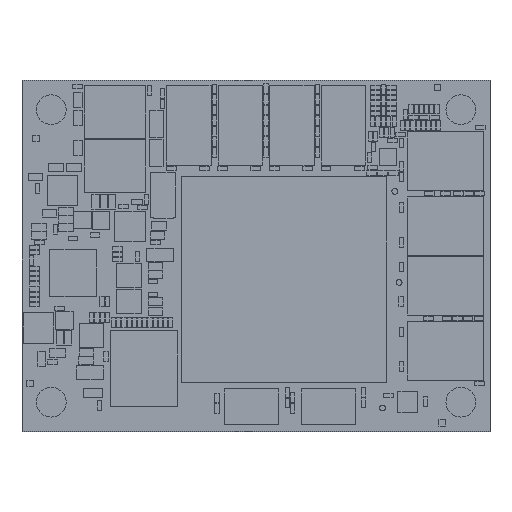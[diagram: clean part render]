
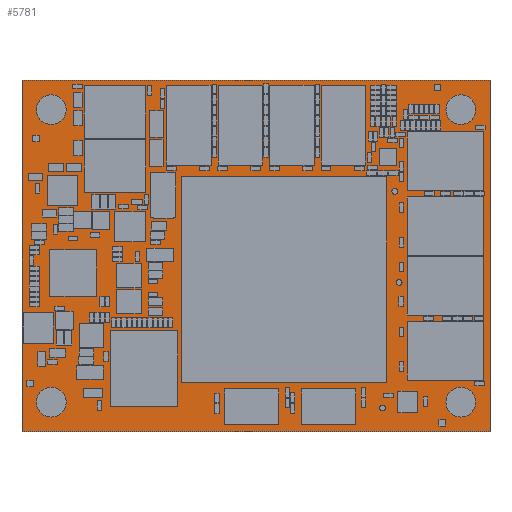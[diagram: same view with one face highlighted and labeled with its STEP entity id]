
A CAD part, top view. The second image highlights one B-rep face of the part: STEP entity #5781.
In plain terms, the highlighted planar face has unit normal (0, 0, 1).
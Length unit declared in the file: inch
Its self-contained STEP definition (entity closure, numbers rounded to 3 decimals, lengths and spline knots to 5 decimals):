
#3565=FACE_OUTER_BOUND($,#3805,.F.);
#3805=EDGE_LOOP($,(#6021,#6022,#6023,#6024));
#4045=AXIS2_PLACEMENT_3D($,#11828,#9893,$);
#5545=PLANE($,#4045);
#5781=ADVANCED_FACE($,(#3565),#5545,.T.);
#6021=ORIENTED_EDGE($,*,*,#7005,.T.);
#6022=ORIENTED_EDGE($,*,*,#7006,.T.);
#6023=ORIENTED_EDGE($,*,*,#7007,.T.);
#6024=ORIENTED_EDGE($,*,*,#7008,.T.);
#7005=EDGE_CURVE($,#8579,#8580,#8057,.T.);
#7006=EDGE_CURVE($,#8580,#8581,#8058,.T.);
#7007=EDGE_CURVE($,#8581,#8582,#8059,.T.);
#7008=EDGE_CURVE($,#8582,#8579,#8060,.T.);
#7535=VECTOR($,#9896,3.1496);
#7536=VECTOR($,#9897,2.3622);
#7537=VECTOR($,#9898,3.1496);
#7538=VECTOR($,#9899,2.3622);
#8057=LINE($,#11827,#7535);
#8058=LINE($,#11828,#7536);
#8059=LINE($,#11829,#7537);
#8060=LINE($,#11830,#7538);
#8579=VERTEX_POINT($,#11827);
#8580=VERTEX_POINT($,#11828);
#8581=VERTEX_POINT($,#11829);
#8582=VERTEX_POINT($,#11830);
#9893=DIRECTION($,(0.,0.,1.));
#9896=DIRECTION($,(1.,0.,0.));
#9897=DIRECTION($,(0.,-1.,0.));
#9898=DIRECTION($,(-1.,0.,0.));
#9899=DIRECTION($,(0.,1.,0.));
#11827=CARTESIAN_POINT('',(-0.1971,2.165,0.));
#11828=CARTESIAN_POINT('',(2.9525,2.165,0.));
#11829=CARTESIAN_POINT('',(2.9525,-0.1972,0.));
#11830=CARTESIAN_POINT('',(-0.1971,-0.1972,0.));
